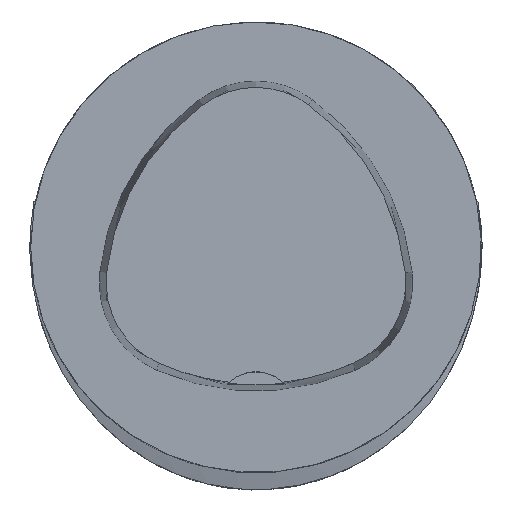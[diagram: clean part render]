
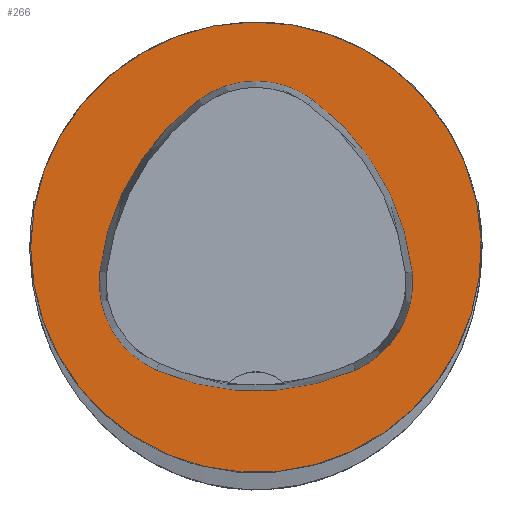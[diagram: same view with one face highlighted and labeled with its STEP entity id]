
A CAD part, top view. The second image highlights one B-rep face of the part: STEP entity #266.
In plain terms, the highlighted planar face has unit normal (0, 0, 1).
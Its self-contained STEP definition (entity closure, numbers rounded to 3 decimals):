
#266=ADVANCED_FACE('',(#654,#655),#336,.T.);
#336=PLANE('',#1790);
#654=FACE_BOUND('',#700,.T.);
#655=FACE_BOUND('',#701,.T.);
#700=EDGE_LOOP('',(#948,#949,#950,#951,#952,#953));
#701=EDGE_LOOP('',(#954));
#948=ORIENTED_EDGE('',*,*,#1485,.T.);
#949=ORIENTED_EDGE('',*,*,#1465,.T.);
#950=ORIENTED_EDGE('',*,*,#1469,.T.);
#951=ORIENTED_EDGE('',*,*,#1472,.T.);
#952=ORIENTED_EDGE('',*,*,#1475,.T.);
#953=ORIENTED_EDGE('',*,*,#1483,.T.);
#954=ORIENTED_EDGE('',*,*,#1453,.F.);
#1283=VERTEX_POINT('',#2634);
#1294=VERTEX_POINT('',#2688);
#1295=VERTEX_POINT('',#2689);
#1298=VERTEX_POINT('',#2697);
#1300=VERTEX_POINT('',#2703);
#1302=VERTEX_POINT('',#2709);
#1309=VERTEX_POINT('',#2730);
#1453=EDGE_CURVE('',#1283,#1283,#1599,.T.);
#1465=EDGE_CURVE('',#1294,#1295,#1600,.T.);
#1469=EDGE_CURVE('',#1295,#1298,#1602,.T.);
#1472=EDGE_CURVE('',#1298,#1300,#1604,.T.);
#1475=EDGE_CURVE('',#1300,#1302,#1606,.T.);
#1483=EDGE_CURVE('',#1302,#1309,#1610,.T.);
#1485=EDGE_CURVE('',#1309,#1294,#1612,.T.);
#1599=CIRCLE('',#1761,40.);
#1600=CIRCLE('',#1768,44.);
#1602=CIRCLE('',#1771,17.);
#1604=CIRCLE('',#1774,44.);
#1606=CIRCLE('',#1777,17.);
#1610=CIRCLE('',#1782,44.);
#1612=CIRCLE('',#1785,17.);
#1761=AXIS2_PLACEMENT_3D('',#2633,#2037,#2038);
#1768=AXIS2_PLACEMENT_3D('',#2687,#2055,#2056);
#1771=AXIS2_PLACEMENT_3D('',#2696,#2063,#2064);
#1774=AXIS2_PLACEMENT_3D('',#2702,#2070,#2071);
#1777=AXIS2_PLACEMENT_3D('',#2708,#2077,#2078);
#1782=AXIS2_PLACEMENT_3D('',#2731,#2089,#2090);
#1785=AXIS2_PLACEMENT_3D('',#2734,#2095,#2096);
#1790=AXIS2_PLACEMENT_3D('',#2739,#2105,#2106);
#2037=DIRECTION('',(0.,0.,-1.));
#2038=DIRECTION('',(-1.,0.,0.));
#2055=DIRECTION('',(0.,0.,-1.));
#2056=DIRECTION('',(-1.,0.,0.));
#2063=DIRECTION('',(0.,0.,-1.));
#2064=DIRECTION('',(-1.,0.,0.));
#2070=DIRECTION('',(0.,0.,-1.));
#2071=DIRECTION('',(-1.,0.,0.));
#2077=DIRECTION('',(0.,0.,-1.));
#2078=DIRECTION('',(-1.,0.,0.));
#2089=DIRECTION('',(0.,0.,-1.));
#2090=DIRECTION('',(-1.,0.,0.));
#2095=DIRECTION('',(0.,0.,-1.));
#2096=DIRECTION('',(-1.,0.,0.));
#2105=DIRECTION('',(0.,0.,1.));
#2106=DIRECTION('',(1.,0.,0.));
#2633=CARTESIAN_POINT('',(0.,0.,0.));
#2634=CARTESIAN_POINT('',(-40.,0.,0.));
#2687=CARTESIAN_POINT('',(16.01,-9.224,0.));
#2688=CARTESIAN_POINT('',(-27.722,-4.378,0.));
#2689=CARTESIAN_POINT('',(-10.119,26.178,0.));
#2696=CARTESIAN_POINT('',(-0.023,12.5,0.));
#2697=CARTESIAN_POINT('',(10.049,26.194,0.));
#2702=CARTESIAN_POINT('',(-16.021,-9.25,0.));
#2703=CARTESIAN_POINT('',(27.71,-4.394,0.));
#2708=CARTESIAN_POINT('',(10.814,-6.27,0.));
#2709=CARTESIAN_POINT('',(17.611,-21.852,0.));
#2730=CARTESIAN_POINT('',(-17.652,-21.819,0.));
#2731=CARTESIAN_POINT('',(0.017,18.477,0.));
#2734=CARTESIAN_POINT('',(-10.825,-6.25,0.));
#2739=CARTESIAN_POINT('',(0.,0.,0.));
